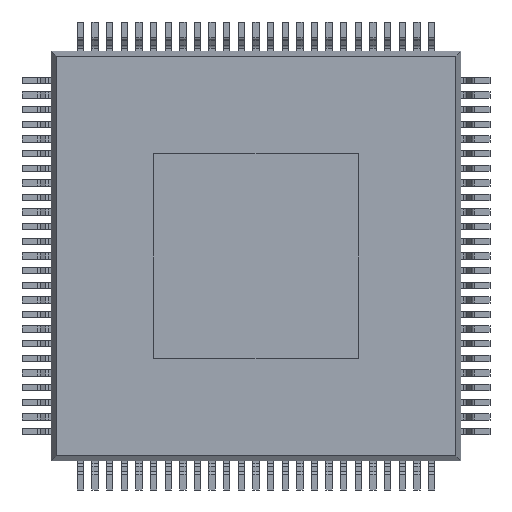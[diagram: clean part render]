
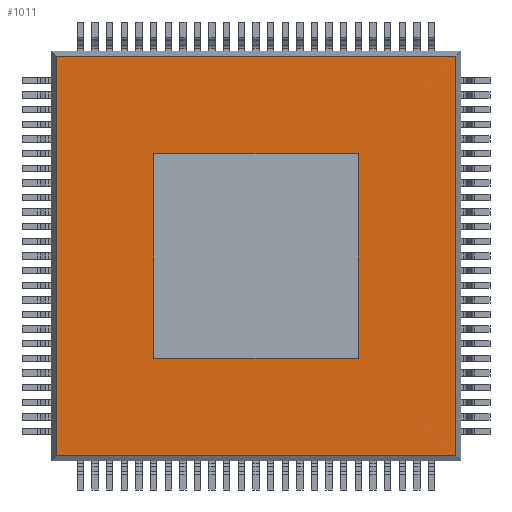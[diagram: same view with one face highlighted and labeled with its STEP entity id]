
A CAD part, front view. The second image highlights one B-rep face of the part: STEP entity #1011.
In plain terms, the highlighted planar face has unit normal (0, -1, 0).
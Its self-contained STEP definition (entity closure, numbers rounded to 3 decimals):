
#43 = ORIENTED_EDGE ( 'NONE', *, *, #1580, .F. ) ;
#67 = DIRECTION ( 'NONE',  ( 0., 1., 0. ) ) ;
#150 = CARTESIAN_POINT ( 'NONE',  ( -3.5, -0.625, -3.5 ) ) ;
#241 = LINE ( 'NONE', #1322, #2386 ) ;
#270 = LINE ( 'NONE', #2641, #1143 ) ;
#294 = VECTOR ( 'NONE', #425, 1000. ) ;
#306 = ORIENTED_EDGE ( 'NONE', *, *, #1671, .F. ) ;
#338 = VECTOR ( 'NONE', #2584, 1000. ) ;
#364 = DIRECTION ( 'NONE',  ( 0., 0., 1. ) ) ;
#377 = VERTEX_POINT ( 'NONE', #2377 ) ;
#409 = LINE ( 'NONE', #850, #338 ) ;
#425 = DIRECTION ( 'NONE',  ( 0., 0., -1. ) ) ;
#464 = EDGE_CURVE ( 'NONE', #1182, #1005, #1301, .T. ) ;
#465 = VECTOR ( 'NONE', #364, 1000. ) ;
#496 = EDGE_CURVE ( 'NONE', #781, #1182, #1917, .T. ) ;
#590 = DIRECTION ( 'NONE',  ( -1., 0., 0. ) ) ;
#593 = VECTOR ( 'NONE', #590, 1000. ) ;
#652 = EDGE_CURVE ( 'NONE', #1071, #833, #270, .T. ) ;
#661 = LINE ( 'NONE', #1534, #294 ) ;
#685 = ORIENTED_EDGE ( 'NONE', *, *, #464, .F. ) ;
#781 = VERTEX_POINT ( 'NONE', #2502 ) ;
#817 = CARTESIAN_POINT ( 'NONE',  ( -6.833, -0.625, 6.833 ) ) ;
#833 = VERTEX_POINT ( 'NONE', #1858 ) ;
#850 = CARTESIAN_POINT ( 'NONE',  ( 3.5, -0.625, 0. ) ) ;
#899 = EDGE_LOOP ( 'NONE', ( #1540, #1574, #1413, #43 ) ) ;
#929 = DIRECTION ( 'NONE',  ( 0., 0., 1. ) ) ;
#1005 = VERTEX_POINT ( 'NONE', #817 ) ;
#1011 = ADVANCED_FACE ( 'NONE', ( #1681, #1263 ), #2135, .F. ) ;
#1071 = VERTEX_POINT ( 'NONE', #150 ) ;
#1084 = VERTEX_POINT ( 'NONE', #2092 ) ;
#1143 = VECTOR ( 'NONE', #1979, 1000. ) ;
#1182 = VERTEX_POINT ( 'NONE', #2526 ) ;
#1234 = ORIENTED_EDGE ( 'NONE', *, *, #496, .F. ) ;
#1263 = FACE_OUTER_BOUND ( 'NONE', #1745, .T. ) ;
#1301 = LINE ( 'NONE', #1668, #465 ) ;
#1316 = CARTESIAN_POINT ( 'NONE',  ( 6.833, -0.625, -7. ) ) ;
#1322 = CARTESIAN_POINT ( 'NONE',  ( 0., -0.625, 3.5 ) ) ;
#1413 = ORIENTED_EDGE ( 'NONE', *, *, #652, .F. ) ;
#1510 = DIRECTION ( 'NONE',  ( 0., 0., -1. ) ) ;
#1534 = CARTESIAN_POINT ( 'NONE',  ( -3.5, -0.625, 0. ) ) ;
#1540 = ORIENTED_EDGE ( 'NONE', *, *, #2186, .F. ) ;
#1574 = ORIENTED_EDGE ( 'NONE', *, *, #1613, .F. ) ;
#1580 = EDGE_CURVE ( 'NONE', #1084, #1071, #661, .T. ) ;
#1603 = VECTOR ( 'NONE', #1862, 1000. ) ;
#1613 = EDGE_CURVE ( 'NONE', #833, #377, #409, .T. ) ;
#1668 = CARTESIAN_POINT ( 'NONE',  ( -6.833, -0.625, -7. ) ) ;
#1671 = EDGE_CURVE ( 'NONE', #2443, #781, #2596, .T. ) ;
#1681 = FACE_BOUND ( 'NONE', #899, .T. ) ;
#1745 = EDGE_LOOP ( 'NONE', ( #1234, #306, #2666, #685 ) ) ;
#1821 = CARTESIAN_POINT ( 'NONE',  ( 0., -0.625, 0. ) ) ;
#1858 = CARTESIAN_POINT ( 'NONE',  ( 3.5, -0.625, -3.5 ) ) ;
#1862 = DIRECTION ( 'NONE',  ( 1., 0., 0. ) ) ;
#1878 = CARTESIAN_POINT ( 'NONE',  ( -7., -0.625, 6.833 ) ) ;
#1894 = CARTESIAN_POINT ( 'NONE',  ( -7., -0.625, -6.833 ) ) ;
#1917 = LINE ( 'NONE', #1894, #593 ) ;
#1979 = DIRECTION ( 'NONE',  ( 1., 0., 0. ) ) ;
#2045 = AXIS2_PLACEMENT_3D ( 'NONE', #1821, #67, #929 ) ;
#2056 = EDGE_CURVE ( 'NONE', #1005, #2443, #2211, .T. ) ;
#2092 = CARTESIAN_POINT ( 'NONE',  ( -3.5, -0.625, 3.5 ) ) ;
#2135 = PLANE ( 'NONE',  #2045 ) ;
#2186 = EDGE_CURVE ( 'NONE', #377, #1084, #241, .T. ) ;
#2192 = DIRECTION ( 'NONE',  ( -1., 0., 0. ) ) ;
#2211 = LINE ( 'NONE', #1878, #1603 ) ;
#2358 = CARTESIAN_POINT ( 'NONE',  ( 6.833, -0.625, 6.833 ) ) ;
#2377 = CARTESIAN_POINT ( 'NONE',  ( 3.5, -0.625, 3.5 ) ) ;
#2386 = VECTOR ( 'NONE', #2192, 1000. ) ;
#2443 = VERTEX_POINT ( 'NONE', #2358 ) ;
#2474 = VECTOR ( 'NONE', #1510, 1000. ) ;
#2502 = CARTESIAN_POINT ( 'NONE',  ( 6.833, -0.625, -6.833 ) ) ;
#2526 = CARTESIAN_POINT ( 'NONE',  ( -6.833, -0.625, -6.833 ) ) ;
#2584 = DIRECTION ( 'NONE',  ( 0., 0., 1. ) ) ;
#2596 = LINE ( 'NONE', #1316, #2474 ) ;
#2641 = CARTESIAN_POINT ( 'NONE',  ( 0., -0.625, -3.5 ) ) ;
#2666 = ORIENTED_EDGE ( 'NONE', *, *, #2056, .F. ) ;
